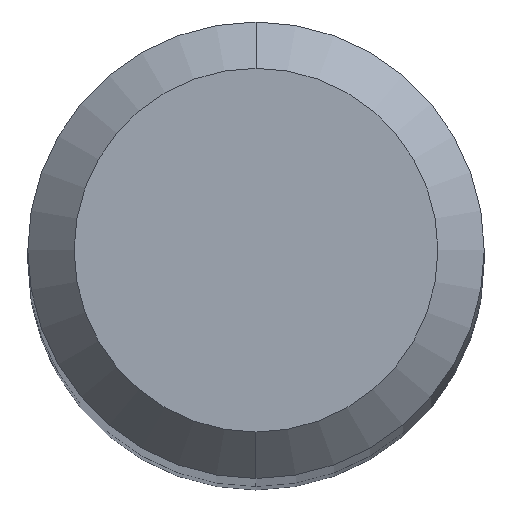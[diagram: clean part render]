
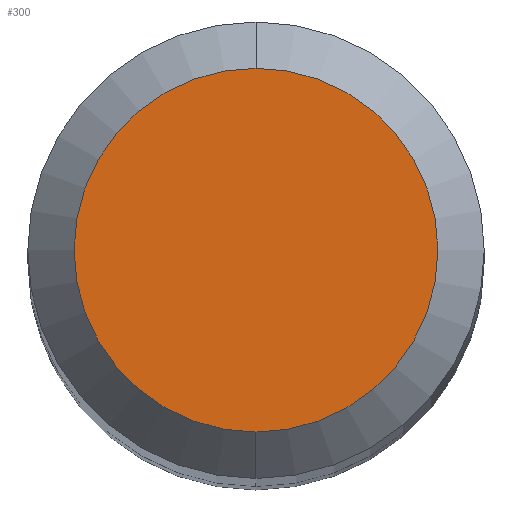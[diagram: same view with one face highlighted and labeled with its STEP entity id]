
A CAD part, top view. The second image highlights one B-rep face of the part: STEP entity #300.
In plain terms, the highlighted planar face has unit normal (0, 0, 1).
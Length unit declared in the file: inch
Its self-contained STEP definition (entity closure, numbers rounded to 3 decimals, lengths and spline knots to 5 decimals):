
#23 = VERTEX_POINT ( 'NONE', #264 ) ;
#24 = AXIS2_PLACEMENT_3D ( 'NONE', #277, #126, #246 ) ;
#67 = DIRECTION ( 'NONE',  ( 0., 0., 1. ) ) ;
#95 = FACE_OUTER_BOUND ( 'NONE', #293, .T. ) ;
#126 = DIRECTION ( 'NONE',  ( 0., 0., 1. ) ) ;
#130 = DIRECTION ( 'NONE',  ( 0., -1., 0. ) ) ;
#136 = AXIS2_PLACEMENT_3D ( 'NONE', #353, #67, #130 ) ;
#166 = VERTEX_POINT ( 'NONE', #175 ) ;
#175 = CARTESIAN_POINT ( 'NONE',  ( 0., 0.07845, 0. ) ) ;
#189 = AXIS2_PLACEMENT_3D ( 'NONE', #411, #280, #233 ) ;
#233 = DIRECTION ( 'NONE',  ( 0., 1., 0. ) ) ;
#246 = DIRECTION ( 'NONE',  ( 0., -1., 0. ) ) ;
#250 = EDGE_CURVE ( 'NONE', #166, #23, #382, .T. ) ;
#264 = CARTESIAN_POINT ( 'NONE',  ( 0., -0.07845, 0. ) ) ;
#272 = ORIENTED_EDGE ( 'NONE', *, *, #250, .T. ) ;
#277 = CARTESIAN_POINT ( 'NONE',  ( 0., 0., 0. ) ) ;
#280 = DIRECTION ( 'NONE',  ( 0., 0., -1. ) ) ;
#292 = EDGE_CURVE ( 'NONE', #23, #166, #311, .T. ) ;
#293 = EDGE_LOOP ( 'NONE', ( #272, #380 ) ) ;
#300 = ADVANCED_FACE ( 'NONE', ( #95 ), #349, .F. ) ;
#311 = CIRCLE ( 'NONE', #136, 0.07845 ) ;
#349 = PLANE ( 'NONE',  #189 ) ;
#353 = CARTESIAN_POINT ( 'NONE',  ( 0., 0., 0. ) ) ;
#380 = ORIENTED_EDGE ( 'NONE', *, *, #292, .T. ) ;
#382 = CIRCLE ( 'NONE', #24, 0.07845 ) ;
#411 = CARTESIAN_POINT ( 'NONE',  ( 0., 0.07845, 0. ) ) ;
